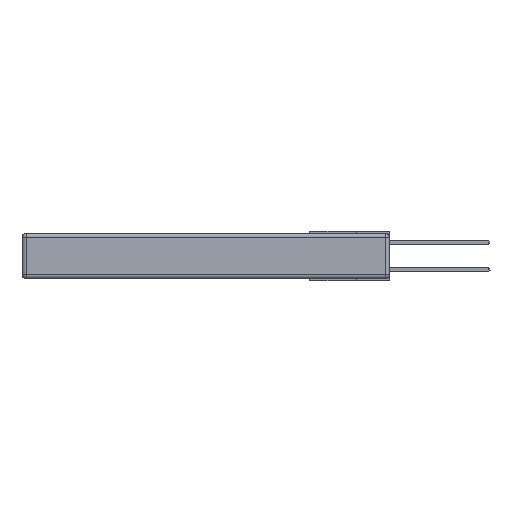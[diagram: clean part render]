
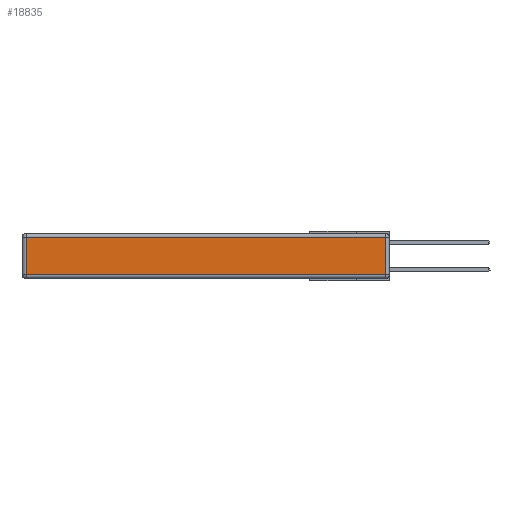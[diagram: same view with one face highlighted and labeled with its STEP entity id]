
A CAD part, left-side view. The second image highlights one B-rep face of the part: STEP entity #18835.
In plain terms, the highlighted planar face has unit normal (-1, 0, 0).
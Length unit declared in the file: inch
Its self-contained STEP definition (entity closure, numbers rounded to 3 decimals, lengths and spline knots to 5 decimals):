
#539 = CARTESIAN_POINT ( 'NONE',  ( 0., 0., -0.343 ) ) ;
#1238 = CARTESIAN_POINT ( 'NONE',  ( 0., 0.03, -0.343 ) ) ;
#2109 = CARTESIAN_POINT ( 'NONE',  ( 0., 2.75, -0.03 ) ) ;
#4012 = LINE ( 'NONE', #2109, #6286 ) ;
#4056 = EDGE_CURVE ( 'NONE', #13298, #19953, #16725, .T. ) ;
#5252 = ORIENTED_EDGE ( 'NONE', *, *, #12735, .T. ) ;
#5760 = EDGE_LOOP ( 'NONE', ( #18971, #21648, #5252, #5842 ) ) ;
#5809 = CARTESIAN_POINT ( 'NONE',  ( 0., 2.72, -0.03 ) ) ;
#5842 = ORIENTED_EDGE ( 'NONE', *, *, #4056, .T. ) ;
#6286 = VECTOR ( 'NONE', #18359, 39.37008 ) ;
#7223 = EDGE_CURVE ( 'NONE', #19953, #16619, #8903, .T. ) ;
#8903 = LINE ( 'NONE', #21707, #15448 ) ;
#10482 = DIRECTION ( 'NONE',  ( 0., 0., -1. ) ) ;
#11455 = AXIS2_PLACEMENT_3D ( 'NONE', #539, #15187, #15256 ) ;
#11998 = CARTESIAN_POINT ( 'NONE',  ( 0., 2.72, -0.313 ) ) ;
#12735 = EDGE_CURVE ( 'NONE', #19173, #13298, #4012, .T. ) ;
#13298 = VERTEX_POINT ( 'NONE', #5809 ) ;
#14284 = DIRECTION ( 'NONE',  ( 0., 0., 1. ) ) ;
#15026 = PLANE ( 'NONE',  #11455 ) ;
#15187 = DIRECTION ( 'NONE',  ( -1., 0., 0. ) ) ;
#15256 = DIRECTION ( 'NONE',  ( 0., 0., 1. ) ) ;
#15448 = VECTOR ( 'NONE', #19967, 39.37008 ) ;
#16516 = CARTESIAN_POINT ( 'NONE',  ( 0., 2.72, -0.343 ) ) ;
#16619 = VERTEX_POINT ( 'NONE', #17386 ) ;
#16725 = LINE ( 'NONE', #16516, #23519 ) ;
#17125 = LINE ( 'NONE', #1238, #17687 ) ;
#17386 = CARTESIAN_POINT ( 'NONE',  ( 0., 0.03, -0.313 ) ) ;
#17687 = VECTOR ( 'NONE', #14284, 39.37008 ) ;
#18359 = DIRECTION ( 'NONE',  ( 0., 1., 0. ) ) ;
#18835 = ADVANCED_FACE ( 'NONE', ( #20835 ), #15026, .T. ) ;
#18971 = ORIENTED_EDGE ( 'NONE', *, *, #7223, .T. ) ;
#19071 = EDGE_CURVE ( 'NONE', #16619, #19173, #17125, .T. ) ;
#19173 = VERTEX_POINT ( 'NONE', #21187 ) ;
#19953 = VERTEX_POINT ( 'NONE', #11998 ) ;
#19967 = DIRECTION ( 'NONE',  ( 0., -1., 0. ) ) ;
#20835 = FACE_OUTER_BOUND ( 'NONE', #5760, .T. ) ;
#21187 = CARTESIAN_POINT ( 'NONE',  ( 0., 0.03, -0.03 ) ) ;
#21648 = ORIENTED_EDGE ( 'NONE', *, *, #19071, .T. ) ;
#21707 = CARTESIAN_POINT ( 'NONE',  ( 0., 0., -0.313 ) ) ;
#23519 = VECTOR ( 'NONE', #10482, 39.37008 ) ;
